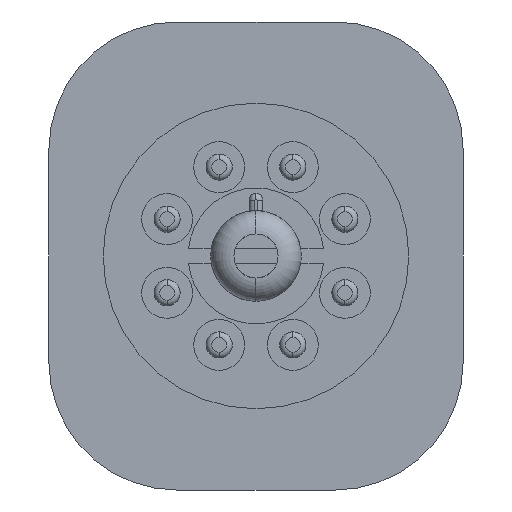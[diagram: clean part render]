
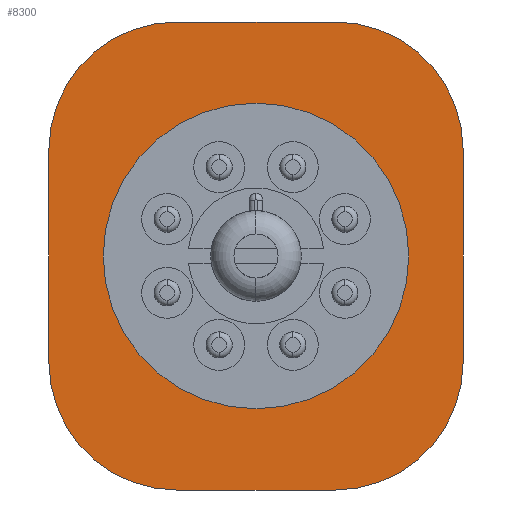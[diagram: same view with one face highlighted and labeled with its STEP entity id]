
A CAD part, front view. The second image highlights one B-rep face of the part: STEP entity #8300.
In plain terms, the highlighted planar face has unit normal (0, -1, 0).
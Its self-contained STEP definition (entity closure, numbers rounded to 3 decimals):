
#204 = EDGE_CURVE ( 'NONE', #4467, #13969, #9431, .T. ) ;
#386 = EDGE_CURVE ( 'NONE', #14279, #4099, #5009, .T. ) ;
#565 = DIRECTION ( 'NONE',  ( 0., 0., 1. ) ) ;
#808 = CARTESIAN_POINT ( 'NONE',  ( 7.001, -26.5, -9.376 ) ) ;
#1063 = EDGE_CURVE ( 'NONE', #13034, #4467, #8905, .T. ) ;
#1064 = VECTOR ( 'NONE', #565, 1000. ) ;
#1155 = DIRECTION ( 'NONE',  ( 0., 1., 0. ) ) ;
#1209 = CARTESIAN_POINT ( 'NONE',  ( -6.999, -26.5, 20.674 ) ) ;
#1397 = EDGE_CURVE ( 'NONE', #4099, #14279, #8892, .T. ) ;
#1755 = ORIENTED_EDGE ( 'NONE', *, *, #3877, .T. ) ;
#1769 = LINE ( 'NONE', #6153, #7488 ) ;
#1970 = DIRECTION ( 'NONE',  ( 0., 0., -1. ) ) ;
#2738 = EDGE_CURVE ( 'NONE', #4486, #13034, #1769, .T. ) ;
#2805 = AXIS2_PLACEMENT_3D ( 'NONE', #808, #8809, #1970 ) ;
#2847 = CARTESIAN_POINT ( 'NONE',  ( -18.299, -26.5, 9.374 ) ) ;
#2933 = DIRECTION ( 'NONE',  ( 0., -1., 0. ) ) ;
#3130 = CARTESIAN_POINT ( 'NONE',  ( -18.299, -26.5, -9.376 ) ) ;
#3134 = DIRECTION ( 'NONE',  ( 0., -1., 0. ) ) ;
#3196 = CARTESIAN_POINT ( 'NONE',  ( 0., -26.5, -13.5 ) ) ;
#3307 = CARTESIAN_POINT ( 'NONE',  ( 0., -26.5, 13.5 ) ) ;
#3337 = CIRCLE ( 'NONE', #13802, 11.3 ) ;
#3621 = CARTESIAN_POINT ( 'NONE',  ( 7.001, -26.5, -20.676 ) ) ;
#3638 = VERTEX_POINT ( 'NONE', #12653 ) ;
#3688 = AXIS2_PLACEMENT_3D ( 'NONE', #9761, #2933, #10903 ) ;
#3794 = EDGE_CURVE ( 'NONE', #3638, #6060, #8524, .T. ) ;
#3877 = EDGE_CURVE ( 'NONE', #8347, #4486, #3337, .T. ) ;
#4099 = VERTEX_POINT ( 'NONE', #3196 ) ;
#4467 = VERTEX_POINT ( 'NONE', #5098 ) ;
#4486 = VERTEX_POINT ( 'NONE', #2847 ) ;
#4624 = AXIS2_PLACEMENT_3D ( 'NONE', #13233, #6404, #14371 ) ;
#5009 = CIRCLE ( 'NONE', #3688, 13.5 ) ;
#5098 = CARTESIAN_POINT ( 'NONE',  ( -6.999, -26.5, -20.676 ) ) ;
#5193 = FACE_OUTER_BOUND ( 'NONE', #13973, .T. ) ;
#5211 = CARTESIAN_POINT ( 'NONE',  ( 0., -26.5, 0. ) ) ;
#5763 = DIRECTION ( 'NONE',  ( -1., 0., 0. ) ) ;
#5913 = ORIENTED_EDGE ( 'NONE', *, *, #1063, .T. ) ;
#6060 = VERTEX_POINT ( 'NONE', #6220 ) ;
#6123 = VERTEX_POINT ( 'NONE', #11939 ) ;
#6153 = CARTESIAN_POINT ( 'NONE',  ( -18.299, -26.5, -9.376 ) ) ;
#6220 = CARTESIAN_POINT ( 'NONE',  ( 7.001, -26.5, 20.674 ) ) ;
#6361 = DIRECTION ( 'NONE',  ( 0., 0., 1. ) ) ;
#6404 = DIRECTION ( 'NONE',  ( 0., -1., 0. ) ) ;
#6503 = CIRCLE ( 'NONE', #2805, 11.3 ) ;
#6559 = EDGE_CURVE ( 'NONE', #6060, #8347, #14751, .T. ) ;
#6618 = CARTESIAN_POINT ( 'NONE',  ( -6.999, -26.5, -9.376 ) ) ;
#6661 = ORIENTED_EDGE ( 'NONE', *, *, #386, .F. ) ;
#6737 = CARTESIAN_POINT ( 'NONE',  ( 7.001, -26.5, 20.674 ) ) ;
#7164 = LINE ( 'NONE', #7426, #1064 ) ;
#7420 = ORIENTED_EDGE ( 'NONE', *, *, #12961, .T. ) ;
#7426 = CARTESIAN_POINT ( 'NONE',  ( 18.301, -26.5, -9.376 ) ) ;
#7488 = VECTOR ( 'NONE', #12970, 1000. ) ;
#7753 = DIRECTION ( 'NONE',  ( 0., 0., 1. ) ) ;
#7889 = AXIS2_PLACEMENT_3D ( 'NONE', #6618, #14586, #7753 ) ;
#8005 = CARTESIAN_POINT ( 'NONE',  ( -7., -26.5, -9.375 ) ) ;
#8258 = ORIENTED_EDGE ( 'NONE', *, *, #3794, .T. ) ;
#8292 = ORIENTED_EDGE ( 'NONE', *, *, #2738, .T. ) ;
#8300 = ADVANCED_FACE ( 'NONE', ( #5193, #11237 ), #9113, .F. ) ;
#8347 = VERTEX_POINT ( 'NONE', #1209 ) ;
#8524 = CIRCLE ( 'NONE', #4624, 11.3 ) ;
#8809 = DIRECTION ( 'NONE',  ( 0., -1., 0. ) ) ;
#8892 = CIRCLE ( 'NONE', #10653, 13.5 ) ;
#8905 = CIRCLE ( 'NONE', #7889, 11.3 ) ;
#9101 = VECTOR ( 'NONE', #13905, 1000. ) ;
#9113 = PLANE ( 'NONE',  #10557 ) ;
#9163 = DIRECTION ( 'NONE',  ( 0., 0., 1. ) ) ;
#9431 = LINE ( 'NONE', #3621, #9101 ) ;
#9612 = ORIENTED_EDGE ( 'NONE', *, *, #204, .T. ) ;
#9761 = CARTESIAN_POINT ( 'NONE',  ( 0., -26.5, 0. ) ) ;
#9970 = CARTESIAN_POINT ( 'NONE',  ( -6.999, -26.5, 9.374 ) ) ;
#10552 = CARTESIAN_POINT ( 'NONE',  ( 7.001, -26.5, -20.676 ) ) ;
#10557 = AXIS2_PLACEMENT_3D ( 'NONE', #8005, #1155, #9163 ) ;
#10653 = AXIS2_PLACEMENT_3D ( 'NONE', #5211, #13184, #6361 ) ;
#10903 = DIRECTION ( 'NONE',  ( 0., 0., 1. ) ) ;
#11105 = DIRECTION ( 'NONE',  ( 0., 0., -1. ) ) ;
#11237 = FACE_BOUND ( 'NONE', #13512, .T. ) ;
#11740 = VECTOR ( 'NONE', #5763, 1000. ) ;
#11939 = CARTESIAN_POINT ( 'NONE',  ( 18.301, -26.5, -9.376 ) ) ;
#12182 = EDGE_CURVE ( 'NONE', #13969, #6123, #6503, .T. ) ;
#12285 = ORIENTED_EDGE ( 'NONE', *, *, #6559, .T. ) ;
#12653 = CARTESIAN_POINT ( 'NONE',  ( 18.301, -26.5, 9.374 ) ) ;
#12961 = EDGE_CURVE ( 'NONE', #6123, #3638, #7164, .T. ) ;
#12970 = DIRECTION ( 'NONE',  ( 0., 0., -1. ) ) ;
#13034 = VERTEX_POINT ( 'NONE', #3130 ) ;
#13040 = ORIENTED_EDGE ( 'NONE', *, *, #12182, .T. ) ;
#13184 = DIRECTION ( 'NONE',  ( 0., -1., 0. ) ) ;
#13233 = CARTESIAN_POINT ( 'NONE',  ( 7.001, -26.5, 9.374 ) ) ;
#13512 = EDGE_LOOP ( 'NONE', ( #6661, #14419 ) ) ;
#13802 = AXIS2_PLACEMENT_3D ( 'NONE', #9970, #3134, #11105 ) ;
#13905 = DIRECTION ( 'NONE',  ( 1., 0., 0. ) ) ;
#13969 = VERTEX_POINT ( 'NONE', #10552 ) ;
#13973 = EDGE_LOOP ( 'NONE', ( #13040, #7420, #8258, #12285, #1755, #8292, #5913, #9612 ) ) ;
#14279 = VERTEX_POINT ( 'NONE', #3307 ) ;
#14371 = DIRECTION ( 'NONE',  ( 0., 0., -1. ) ) ;
#14419 = ORIENTED_EDGE ( 'NONE', *, *, #1397, .F. ) ;
#14586 = DIRECTION ( 'NONE',  ( 0., -1., 0. ) ) ;
#14751 = LINE ( 'NONE', #6737, #11740 ) ;
